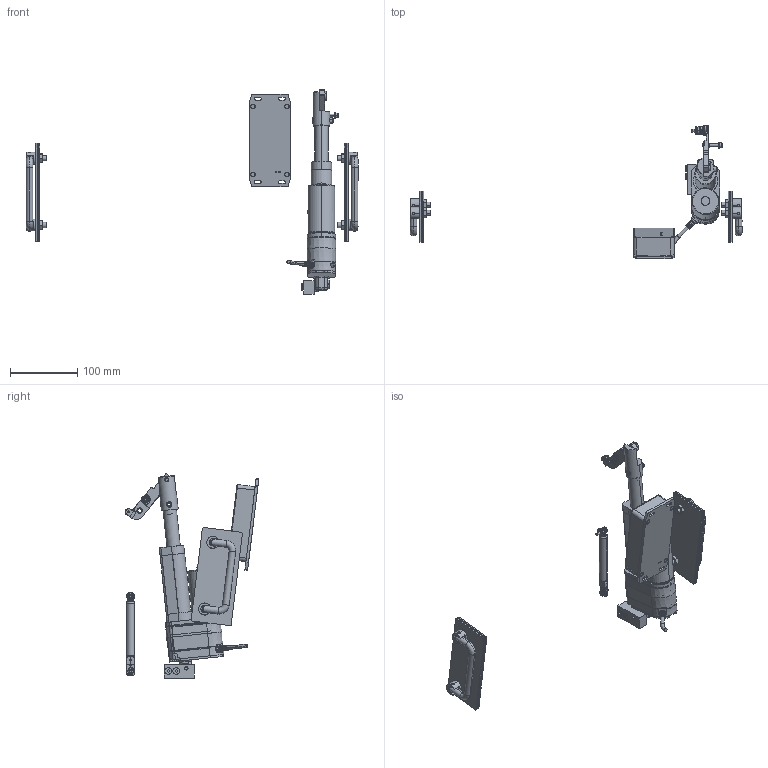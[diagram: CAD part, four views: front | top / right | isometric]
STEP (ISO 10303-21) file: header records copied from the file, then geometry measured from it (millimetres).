
FILE_DESCRIPTION (( 'STEP AP214' ), '1' );
FILE_NAME ('45220~1.STEP', '2017-12-14T12:52:32', ( '' ), ( '' ), 'SwSTEP 2.0', 'SolidWorks 2016', '' );
FILE_SCHEMA (( 'AUTOMOTIVE_DESIGN' ));
Length unit declared in the file: millimetre
Products named in the file (51): 51863__Kolbenstange~0_S; 49238~0_max. ausgefahren<S>; 51770~1_S; 31194~0; 51863_Zylinder~0_eingefahren <S>; 19057-01~0; ASR~-a-s-r_拱06,2x03x拌10; ISO7380~n_M04,0x012; 47715~0_S; 54838~0_S; 49038~0_S; 49037~0_max_ausgefahren<S>; 49037_004~0; 39202~8_S; 49038_003~0_S; 51862~0_S; 49037_006~0; 3013~0; 49037_001~0; 45220~1; 49038_001~0_S; 59556~0_S; 45210~1_KUNDE<S>; K_28778_02~0; DIN912~n_M04,0x025 VA; 49038_002~0_S; 59557~0_S; 19461~0; 19057_04~0; 47567~1_S; 3287~0; 46893~0_S; 19057_03~0; DIN125~n_04,3 M04,0; 38852~0_S; DIN988~n_05x10x0,3; 19057~0; 4213~0; 49035~1_flexibel 50mm<S>; DIN7991~n_M05,0x016 ...
Assembly tree (61 placements, depth 5):
  45220~1
    49035~1_flexibel 50mm<S>
      49238~0_max. ausgefahren<S>
        49037~0_max_ausgefahren<S>
          49037_001~0
          49037_002~0
          49037_003~0
          49037_004~0
          49037_005~0
          49037_006~0
          49037_008~0
        49037_007~0
      59556~0_S
      39202~8_S
      23297~0
      4213~0
      8670~0
      DIN7991~n_M05,0x016  x2
      3013~0
      38852~0_S
      31194~0
      54838~0_S
        59552~0_S
        DIN912~n_M04,0x025 VA
        DIN125~n_04,3 M04,0
      3287~0
      59557~0_S
      23570~0
    45210~1_KUNDE<S>
      49038~0_S
        49038_001~0_S
        49038_002~0_S
        49038_003~0_S  x4
    47715~0_S
      19057~0  x2
        19057-01~0
        K_28778_02~0
        19057_03~0
        19057_04~0
      46893~0_S  x4
    51770~1_S
      51863~0_S
        51863_Zylinder~0_eingefahren <S>
        51863__Kolbenstange~0_S
      51862~0_S
      47567~1_S
      DIN988~n_05x10x0,3
      ISO7380~n_M04,0x012
      19461~0
      ASR~-a-s-r_拱06,2x03x拌10
      3283~0
Bounding box: 493.6 x 198.83 x 303.69 mm (x, y, z)
Volume: 416947.1 mm3; surface area: 278062.8 mm2
Topology: 58 solids, 58 shells, 1629 faces, 3989 edges, 2533 vertices
Faces by surface type: plane 685, cylinder 586, cone 204, bspline 101, torus 53
Entity records: 53300 total; most frequent: CARTESIAN_POINT 14700, DIRECTION 6905, ORIENTED_EDGE 6804, EDGE_CURVE 3402, AXIS2_PLACEMENT_3D 2555, VERTEX_POINT 2190, VECTOR 1795, LINE 1795
